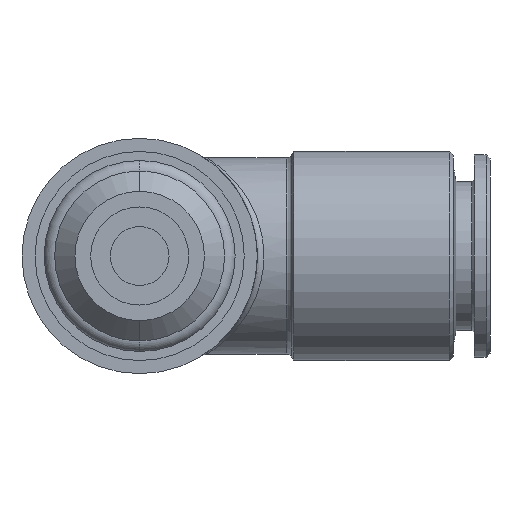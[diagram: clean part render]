
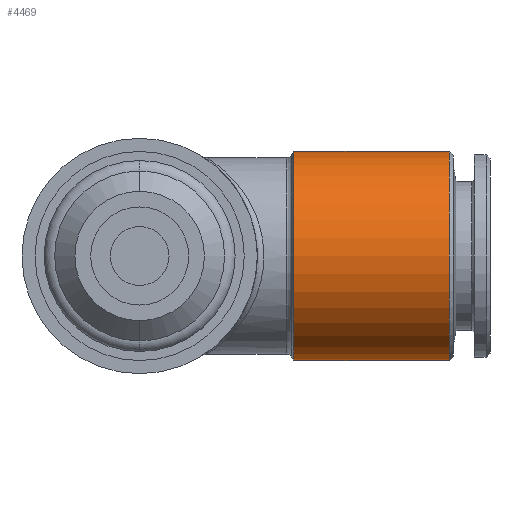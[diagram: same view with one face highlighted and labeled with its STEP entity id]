
A CAD part, front view. The second image highlights one B-rep face of the part: STEP entity #4469.
In plain terms, the highlighted cylindrical face has radius 8 mm (diameter 16 mm), a partial arc.
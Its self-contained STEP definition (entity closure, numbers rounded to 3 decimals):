
#384 = EDGE_CURVE ( 'NONE', #412, #522, #2191, .T. ) ;
#412 = VERTEX_POINT ( 'NONE', #2599 ) ;
#416 = VERTEX_POINT ( 'NONE', #2846 ) ;
#425 = VERTEX_POINT ( 'NONE', #2833 ) ;
#522 = VERTEX_POINT ( 'NONE', #2922 ) ;
#573 = EDGE_CURVE ( 'NONE', #416, #425, #3085, .T. ) ;
#1056 = DIRECTION ( 'NONE',  ( 0., 0., 1. ) ) ;
#1057 = DIRECTION ( 'NONE',  ( -1., 0., 0. ) ) ;
#1072 = CYLINDRICAL_SURFACE ( 'NONE', #1075, 8. ) ;
#1073 = FACE_OUTER_BOUND ( 'NONE', #4470, .T. ) ;
#1074 = CARTESIAN_POINT ( 'NONE',  ( 0., 17.7, 0. ) ) ;
#1075 = AXIS2_PLACEMENT_3D ( 'NONE', #1074, #1057, #1056 ) ;
#1079 = AXIS2_PLACEMENT_3D ( 'NONE', #1108, #1138, #1089 ) ;
#1080 = CIRCLE ( 'NONE', #1079, 8. ) ;
#1083 = CARTESIAN_POINT ( 'NONE',  ( 23.7, 17.7, 0. ) ) ;
#1089 = DIRECTION ( 'NONE',  ( 0., 0., -1. ) ) ;
#1108 = CARTESIAN_POINT ( 'NONE',  ( 11.789, 17.7, 0. ) ) ;
#1113 = AXIS2_PLACEMENT_3D ( 'NONE', #1083, #1137, #1142 ) ;
#1114 = CIRCLE ( 'NONE', #1113, 8. ) ;
#1137 = DIRECTION ( 'NONE',  ( -1., 0., 0. ) ) ;
#1138 = DIRECTION ( 'NONE',  ( 1., 0., 0. ) ) ;
#1142 = DIRECTION ( 'NONE',  ( 0., 0., 1. ) ) ;
#2189 = VECTOR ( 'NONE', #2203, 1000. ) ;
#2190 = CARTESIAN_POINT ( 'NONE',  ( 0., 17.7, 8. ) ) ;
#2191 = LINE ( 'NONE', #2190, #2189 ) ;
#2203 = DIRECTION ( 'NONE',  ( -1., 0., 0. ) ) ;
#2599 = CARTESIAN_POINT ( 'NONE',  ( 23.7, 17.7, 8. ) ) ;
#2833 = CARTESIAN_POINT ( 'NONE',  ( 11.789, 17.7, -8. ) ) ;
#2846 = CARTESIAN_POINT ( 'NONE',  ( 23.7, 17.7, -8. ) ) ;
#2922 = CARTESIAN_POINT ( 'NONE',  ( 11.789, 17.7, 8. ) ) ;
#3085 = LINE ( 'NONE', #3104, #3103 ) ;
#3102 = DIRECTION ( 'NONE',  ( -1., 0., 0. ) ) ;
#3103 = VECTOR ( 'NONE', #3102, 1000. ) ;
#3104 = CARTESIAN_POINT ( 'NONE',  ( 0., 17.7, -8. ) ) ;
#4469 = ADVANCED_FACE ( 'NONE', ( #1073 ), #1072, .T. ) ;
#4470 = EDGE_LOOP ( 'NONE', ( #4570, #4571, #4479, #4480 ) ) ;
#4472 = EDGE_CURVE ( 'NONE', #522, #425, #1080, .T. ) ;
#4478 = EDGE_CURVE ( 'NONE', #416, #412, #1114, .T. ) ;
#4479 = ORIENTED_EDGE ( 'NONE', *, *, #384, .T. ) ;
#4480 = ORIENTED_EDGE ( 'NONE', *, *, #4472, .T. ) ;
#4570 = ORIENTED_EDGE ( 'NONE', *, *, #573, .F. ) ;
#4571 = ORIENTED_EDGE ( 'NONE', *, *, #4478, .T. ) ;
